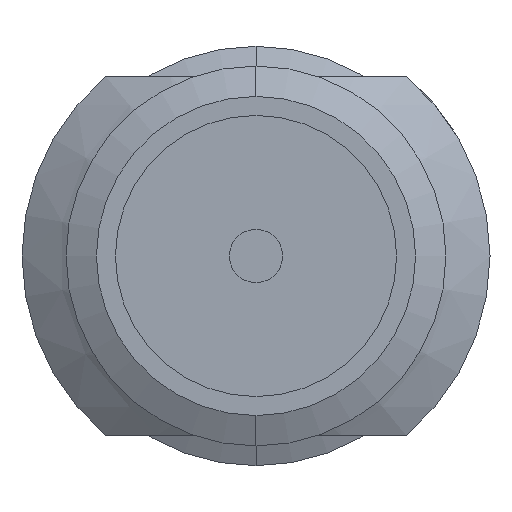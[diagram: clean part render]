
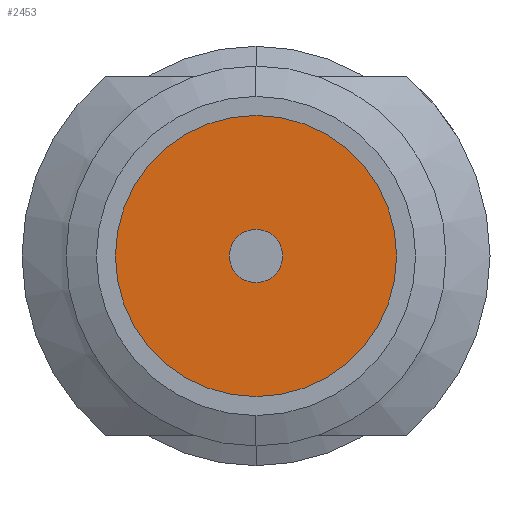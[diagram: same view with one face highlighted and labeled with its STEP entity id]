
A CAD part, left-side view. The second image highlights one B-rep face of the part: STEP entity #2453.
In plain terms, the highlighted planar face has unit normal (-1, 0, 0).
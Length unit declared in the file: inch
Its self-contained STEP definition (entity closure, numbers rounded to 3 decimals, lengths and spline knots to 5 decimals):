
#31 = AXIS2_PLACEMENT_3D ( 'NONE', #5663, #4515, #1801 ) ;
#231 = CARTESIAN_POINT ( 'NONE',  ( -0.3175, 0., 0. ) ) ;
#665 = VERTEX_POINT ( 'NONE', #1913 ) ;
#809 = DIRECTION ( 'NONE',  ( 0., 0., 1. ) ) ;
#975 = EDGE_CURVE ( 'NONE', #5027, #665, #2014, .T. ) ;
#1279 = EDGE_CURVE ( 'NONE', #1621, #6513, #3611, .T. ) ;
#1328 = CARTESIAN_POINT ( 'NONE',  ( -0.3175, 0., -0.0925 ) ) ;
#1621 = VERTEX_POINT ( 'NONE', #2672 ) ;
#1801 = DIRECTION ( 'NONE',  ( 0., 0., 1. ) ) ;
#1842 = DIRECTION ( 'NONE',  ( 0., 0., 1. ) ) ;
#1913 = CARTESIAN_POINT ( 'NONE',  ( -0.3175, 0., 0.0925 ) ) ;
#2014 = CIRCLE ( 'NONE', #4408, 0.0925 ) ;
#2258 = ORIENTED_EDGE ( 'NONE', *, *, #975, .T. ) ;
#2270 = EDGE_LOOP ( 'NONE', ( #6838, #2258 ) ) ;
#2374 = CARTESIAN_POINT ( 'NONE',  ( -0.3175, 0., 0. ) ) ;
#2453 = ADVANCED_FACE ( 'NONE', ( #6732, #4645 ), #4068, .T. ) ;
#2672 = CARTESIAN_POINT ( 'NONE',  ( -0.3175, 0., 0.0175 ) ) ;
#2833 = CARTESIAN_POINT ( 'NONE',  ( -0.3175, 0., 0. ) ) ;
#2922 = DIRECTION ( 'NONE',  ( -1., 0., 0. ) ) ;
#2957 = CARTESIAN_POINT ( 'NONE',  ( -0.3175, 0., 0. ) ) ;
#3164 = EDGE_CURVE ( 'NONE', #665, #5027, #5983, .T. ) ;
#3497 = AXIS2_PLACEMENT_3D ( 'NONE', #2957, #2922, #5573 ) ;
#3611 = CIRCLE ( 'NONE', #3497, 0.0175 ) ;
#3770 = EDGE_CURVE ( 'NONE', #6513, #1621, #6101, .T. ) ;
#3951 = ORIENTED_EDGE ( 'NONE', *, *, #3770, .F. ) ;
#4068 = PLANE ( 'NONE',  #4145 ) ;
#4145 = AXIS2_PLACEMENT_3D ( 'NONE', #231, #4681, #809 ) ;
#4163 = AXIS2_PLACEMENT_3D ( 'NONE', #2374, #6250, #1842 ) ;
#4408 = AXIS2_PLACEMENT_3D ( 'NONE', #2833, #5018, #6713 ) ;
#4515 = DIRECTION ( 'NONE',  ( -1., 0., 0. ) ) ;
#4645 = FACE_OUTER_BOUND ( 'NONE', #2270, .T. ) ;
#4681 = DIRECTION ( 'NONE',  ( -1., 0., 0. ) ) ;
#5018 = DIRECTION ( 'NONE',  ( -1., 0., 0. ) ) ;
#5027 = VERTEX_POINT ( 'NONE', #1328 ) ;
#5244 = CARTESIAN_POINT ( 'NONE',  ( -0.3175, 0., -0.0175 ) ) ;
#5573 = DIRECTION ( 'NONE',  ( 0., 0., 1. ) ) ;
#5663 = CARTESIAN_POINT ( 'NONE',  ( -0.3175, 0., 0. ) ) ;
#5983 = CIRCLE ( 'NONE', #31, 0.0925 ) ;
#6101 = CIRCLE ( 'NONE', #4163, 0.0175 ) ;
#6250 = DIRECTION ( 'NONE',  ( -1., 0., 0. ) ) ;
#6270 = ORIENTED_EDGE ( 'NONE', *, *, #1279, .F. ) ;
#6513 = VERTEX_POINT ( 'NONE', #5244 ) ;
#6526 = EDGE_LOOP ( 'NONE', ( #6270, #3951 ) ) ;
#6713 = DIRECTION ( 'NONE',  ( 0., 0., 1. ) ) ;
#6732 = FACE_BOUND ( 'NONE', #6526, .T. ) ;
#6838 = ORIENTED_EDGE ( 'NONE', *, *, #3164, .T. ) ;
